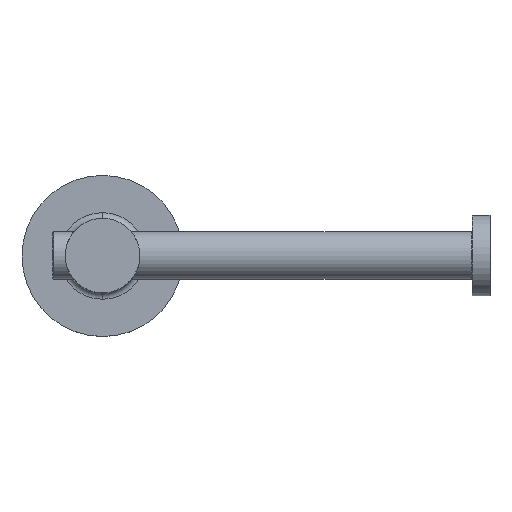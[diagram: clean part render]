
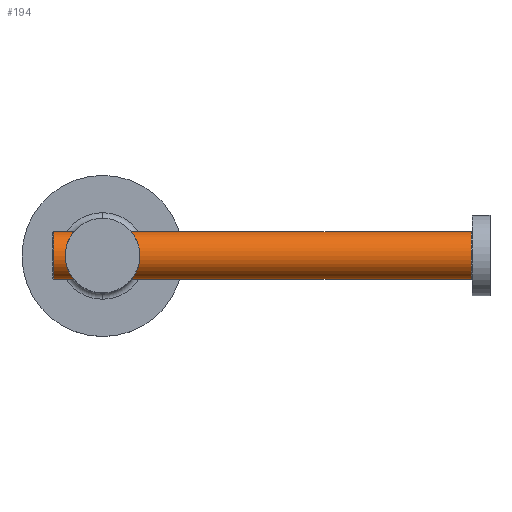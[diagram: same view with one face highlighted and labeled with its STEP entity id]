
A CAD part, top view. The second image highlights one B-rep face of the part: STEP entity #194.
In plain terms, the highlighted cylindrical face has radius 7.94 mm (diameter 15.88 mm), a partial arc.
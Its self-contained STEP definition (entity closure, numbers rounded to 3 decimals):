
#36 = AXIS2_PLACEMENT_3D ( 'NONE', #284, #481, #414 ) ;
#49 = CARTESIAN_POINT ( 'NONE',  ( -16.7, -7.94, 73. ) ) ;
#51 = ORIENTED_EDGE ( 'NONE', *, *, #105, .T. ) ;
#66 = DIRECTION ( 'NONE',  ( 0., 1., 0. ) ) ;
#71 = CARTESIAN_POINT ( 'NONE',  ( -16.7, 0., 73. ) ) ;
#105 = EDGE_CURVE ( 'NONE', #411, #806, #141, .T. ) ;
#108 = CARTESIAN_POINT ( 'NONE',  ( -16.7, 7.94, 73. ) ) ;
#127 = VERTEX_POINT ( 'NONE', #154 ) ;
#133 = EDGE_CURVE ( 'NONE', #806, #252, #340, .T. ) ;
#141 = CIRCLE ( 'NONE', #348, 7.94 ) ;
#154 = CARTESIAN_POINT ( 'NONE',  ( 123.5, 7.94, 73. ) ) ;
#181 = CARTESIAN_POINT ( 'NONE',  ( -16.4, -7.94, 73. ) ) ;
#185 = CYLINDRICAL_SURFACE ( 'NONE', #298, 7.94 ) ;
#191 = DIRECTION ( 'NONE',  ( 1., 0., 0. ) ) ;
#194 = ADVANCED_FACE ( 'NONE', ( #240 ), #185, .T. ) ;
#240 = FACE_OUTER_BOUND ( 'NONE', #282, .T. ) ;
#252 = VERTEX_POINT ( 'NONE', #431 ) ;
#273 = DIRECTION ( 'NONE',  ( 1., 0., 0. ) ) ;
#282 = EDGE_LOOP ( 'NONE', ( #51, #719, #373, #771 ) ) ;
#284 = CARTESIAN_POINT ( 'NONE',  ( 123.5, 0., 73. ) ) ;
#298 = AXIS2_PLACEMENT_3D ( 'NONE', #71, #191, #66 ) ;
#309 = VECTOR ( 'NONE', #547, 1000. ) ;
#340 = LINE ( 'NONE', #49, #309 ) ;
#348 = AXIS2_PLACEMENT_3D ( 'NONE', #791, #273, #528 ) ;
#372 = CIRCLE ( 'NONE', #36, 7.94 ) ;
#373 = ORIENTED_EDGE ( 'NONE', *, *, #764, .T. ) ;
#375 = EDGE_CURVE ( 'NONE', #411, #127, #416, .T. ) ;
#411 = VERTEX_POINT ( 'NONE', #529 ) ;
#414 = DIRECTION ( 'NONE',  ( 0., -1., 0. ) ) ;
#416 = LINE ( 'NONE', #108, #484 ) ;
#431 = CARTESIAN_POINT ( 'NONE',  ( 123.5, -7.94, 73. ) ) ;
#481 = DIRECTION ( 'NONE',  ( -1., 0., 0. ) ) ;
#484 = VECTOR ( 'NONE', #548, 1000. ) ;
#528 = DIRECTION ( 'NONE',  ( 0., -1., 0. ) ) ;
#529 = CARTESIAN_POINT ( 'NONE',  ( -16.4, 7.94, 73. ) ) ;
#547 = DIRECTION ( 'NONE',  ( 1., 0., 0. ) ) ;
#548 = DIRECTION ( 'NONE',  ( 1., 0., 0. ) ) ;
#719 = ORIENTED_EDGE ( 'NONE', *, *, #133, .T. ) ;
#764 = EDGE_CURVE ( 'NONE', #252, #127, #372, .T. ) ;
#771 = ORIENTED_EDGE ( 'NONE', *, *, #375, .F. ) ;
#791 = CARTESIAN_POINT ( 'NONE',  ( -16.4, 0., 73. ) ) ;
#806 = VERTEX_POINT ( 'NONE', #181 ) ;
